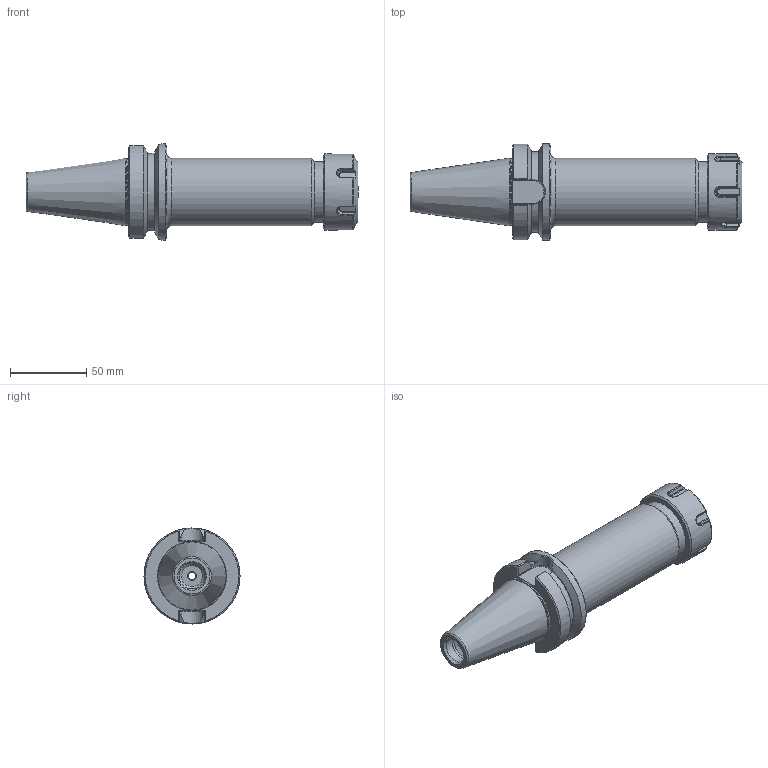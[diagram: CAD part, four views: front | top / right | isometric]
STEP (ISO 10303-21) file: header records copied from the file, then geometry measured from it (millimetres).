
FILE_DESCRIPTION(/* description */ ('ER COLLET CHUCK'),/* implementation_level */ '2;1');
FILE_NAME(/* name */ 'B40-32ERF600.stp',/* time_stamp */ '2017-01-17T14:43:49-05:00',/* author */ ('davhar'),/* organization */ (''),/* preprocessor_version */ 'ST-DEVELOPER v16.1',/* originating_system */ 'Autodesk Inventor 2016',/* authorisation */ '8 in^3');
FILE_SCHEMA (('AUTOMOTIVE_DESIGN { 1 0 10303 214 3 1 1 }'));
Length unit declared in the file: inch
Products named in the file (4): B40-32ER6-1; 32ERN; BS-18; B40-32ERF600
Assembly tree (3 placements, depth 2):
  B40-32ERF600
    B40-32ER6-1
    32ERN
    BS-18
Bounding box: 217.81 x 62.99 x 62.99 mm (x, y, z)
Volume: 267665.8 mm3; surface area: 55088.6 mm2
Topology: 3 solids, 3 shells, 173 faces, 428 edges, 265 vertices
Faces by surface type: plane 67, cylinder 46, cone 35, torus 17, bspline 8
Full cylindrical faces by diameter (mm): 7.112 x1, 13.843 x1, 17.013 x1, 17.623 x1, 17.78 x2, 18.923 x1, 20.447 x1, 23.495 x1, 27 x1, 38.65 x1, 40 x1, 41 x1, 43.942 x1, 44.45 x1, 50 x1, 62.992 x1
Entity records: 6001 total; most frequent: CARTESIAN_POINT 2176, ORIENTED_EDGE 754, DIRECTION 724, EDGE_CURVE 377, AXIS2_PLACEMENT_3D 299, VERTEX_POINT 257, EDGE_LOOP 226, FACE_OUTER_BOUND 173
